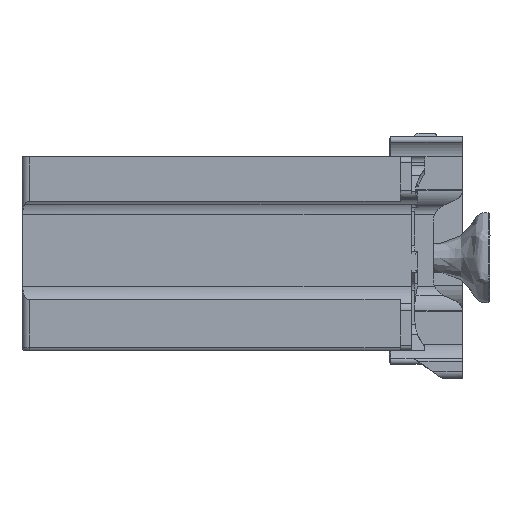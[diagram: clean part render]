
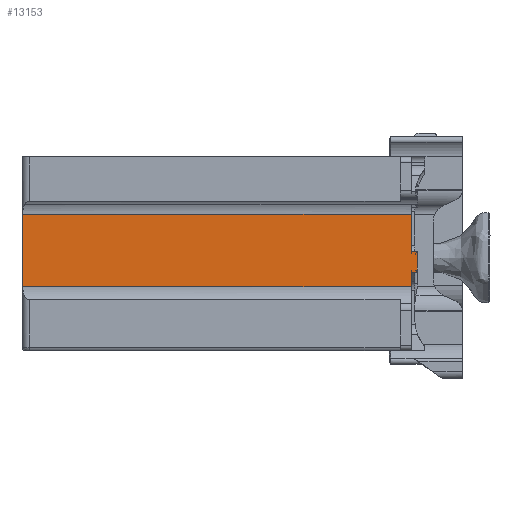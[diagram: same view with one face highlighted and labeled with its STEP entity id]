
A CAD part, front view. The second image highlights one B-rep face of the part: STEP entity #13153.
In plain terms, the highlighted planar face has unit normal (0, -1, 0).
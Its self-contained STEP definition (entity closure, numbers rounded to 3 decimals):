
#1878=FACE_OUTER_BOUND('',#2583,.T.);
#2583=EDGE_LOOP('',(#11840,#11841,#11842,#11843,#11844,#11845,#11846,#11847));
#3425=LINE('',#23030,#4577);
#3432=LINE('',#23069,#4584);
#3518=LINE('',#23672,#4670);
#3523=LINE('',#23690,#4675);
#3527=LINE('',#23712,#4679);
#3617=LINE('',#23969,#4769);
#3618=LINE('',#23971,#4770);
#3745=LINE('',#24592,#4897);
#4577=VECTOR('',#16967,10.);
#4584=VECTOR('',#16984,10.);
#4670=VECTOR('',#17206,10.);
#4675=VECTOR('',#17221,10.);
#4679=VECTOR('',#17239,10.);
#4769=VECTOR('',#17529,10.);
#4770=VECTOR('',#17532,10.);
#4897=VECTOR('',#17927,10.);
#5847=VERTEX_POINT('',#23016);
#5848=VERTEX_POINT('',#23029);
#5859=VERTEX_POINT('',#23067);
#6000=VERTEX_POINT('',#23669);
#6001=VERTEX_POINT('',#23671);
#6009=VERTEX_POINT('',#23689);
#6012=VERTEX_POINT('',#23710);
#6079=VERTEX_POINT('',#23967);
#7615=EDGE_CURVE('',#5847,#5848,#3425,.T.);
#7628=EDGE_CURVE('',#5859,#5847,#3432,.T.);
#7784=EDGE_CURVE('',#6000,#6001,#3518,.T.);
#7793=EDGE_CURVE('',#6009,#6001,#3523,.T.);
#7801=EDGE_CURVE('',#6012,#5859,#3527,.T.);
#7935=EDGE_CURVE('',#6012,#6079,#3617,.T.);
#7936=EDGE_CURVE('',#6079,#6009,#3618,.T.);
#8147=EDGE_CURVE('',#6000,#5848,#3745,.T.);
#11840=ORIENTED_EDGE('',*,*,#7615,.F.);
#11841=ORIENTED_EDGE('',*,*,#7628,.F.);
#11842=ORIENTED_EDGE('',*,*,#7801,.F.);
#11843=ORIENTED_EDGE('',*,*,#7935,.T.);
#11844=ORIENTED_EDGE('',*,*,#7936,.T.);
#11845=ORIENTED_EDGE('',*,*,#7793,.T.);
#11846=ORIENTED_EDGE('',*,*,#7784,.F.);
#11847=ORIENTED_EDGE('',*,*,#8147,.T.);
#12475=PLANE('',#14396);
#13153=ADVANCED_FACE('',(#1878),#12475,.T.);
#14396=AXIS2_PLACEMENT_3D('',#24593,#17928,#17929);
#16967=DIRECTION('',(0.,0.,1.));
#16984=DIRECTION('',(-1.,0.,0.));
#17206=DIRECTION('',(0.,0.,-1.));
#17221=DIRECTION('',(-1.,0.,0.));
#17239=DIRECTION('',(0.,0.,-1.));
#17529=DIRECTION('',(1.,0.,0.));
#17532=DIRECTION('',(0.,0.,1.));
#17927=DIRECTION('',(-1.,0.,0.));
#17928=DIRECTION('center_axis',(0.,-1.,0.));
#17929=DIRECTION('ref_axis',(0.,0.,
1.));
#23016=CARTESIAN_POINT('',(122.014,-100.,25.184));
#23029=CARTESIAN_POINT('',(122.014,-100.,45.025));
#23030=CARTESIAN_POINT('',(122.014,-100.,41.348));
#23067=CARTESIAN_POINT('',(227.8,-100.,25.184));
#23069=CARTESIAN_POINT('',(221.8,-100.,25.184));
#23669=CARTESIAN_POINT('',(227.8,-100.,45.025));
#23671=CARTESIAN_POINT('',(227.8,-100.,34.855));
#23672=CARTESIAN_POINT('',(227.8,-100.,45.025));
#23689=CARTESIAN_POINT('',(229.507,-100.,34.855));
#23690=CARTESIAN_POINT('',(221.838,-100.,34.855));
#23710=CARTESIAN_POINT('',(227.8,-100.,29.195));
#23712=CARTESIAN_POINT('',(227.8,-100.,45.025));
#23967=CARTESIAN_POINT('',(229.507,-100.,29.195));
#23969=CARTESIAN_POINT('',(221.838,-100.,29.195));
#23971=CARTESIAN_POINT('',(229.507,-100.,43.311));
#24592=CARTESIAN_POINT('',(221.8,-100.,45.025));
#24593=CARTESIAN_POINT('Origin',(221.8,-100.,25.184));
